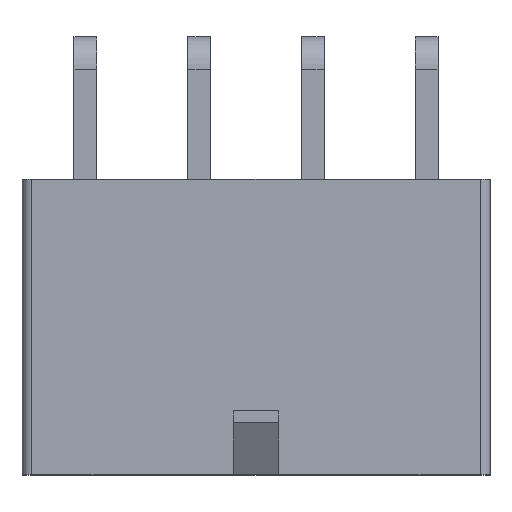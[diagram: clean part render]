
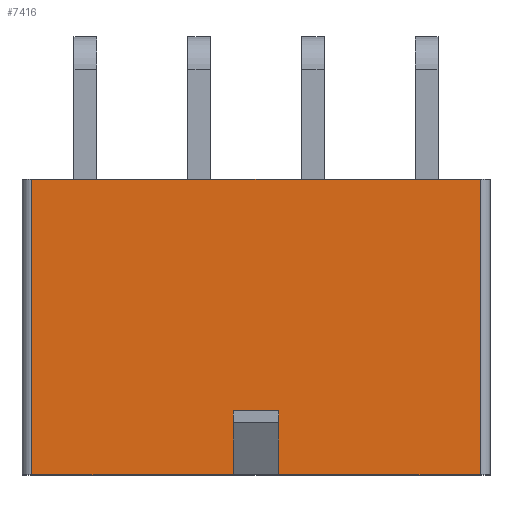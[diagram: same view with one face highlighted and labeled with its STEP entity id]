
A CAD part, top view. The second image highlights one B-rep face of the part: STEP entity #7416.
In plain terms, the highlighted face is planar.
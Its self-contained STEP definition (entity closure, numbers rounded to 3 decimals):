
#180=ORIENTED_EDGE('',*,*,#2340,.F.);
#181=ORIENTED_EDGE('',*,*,#2341,.T.);
#182=ORIENTED_EDGE('',*,*,#2342,.T.);
#183=ORIENTED_EDGE('',*,*,#2343,.T.);
#184=ORIENTED_EDGE('',*,*,#2344,.F.);
#185=ORIENTED_EDGE('',*,*,#2345,.T.);
#186=ORIENTED_EDGE('',*,*,#2346,.F.);
#187=ORIENTED_EDGE('',*,*,#2347,.F.);
#2340=EDGE_CURVE('',#3420,#3421,#4097,.T.);
#2341=EDGE_CURVE('',#3420,#3422,#4098,.T.);
#2342=EDGE_CURVE('',#3422,#3423,#4099,.T.);
#2343=EDGE_CURVE('',#3423,#3424,#4100,.F.);
#2344=EDGE_CURVE('',#3425,#3424,#4101,.T.);
#2345=EDGE_CURVE('',#3425,#3426,#4102,.T.);
#2346=EDGE_CURVE('',#3427,#3426,#4103,.T.);
#2347=EDGE_CURVE('',#3421,#3427,#4104,.T.);
#3420=VERTEX_POINT('',#10442);
#3421=VERTEX_POINT('',#10443);
#3422=VERTEX_POINT('',#10445);
#3423=VERTEX_POINT('',#10447);
#3424=VERTEX_POINT('',#10449);
#3425=VERTEX_POINT('',#10451);
#3426=VERTEX_POINT('',#10453);
#3427=VERTEX_POINT('',#10455);
#4097=LINE('',#10441,#5097);
#4098=LINE('',#10444,#5098);
#4099=LINE('',#10446,#5099);
#4100=LINE('',#10448,#5100);
#4101=LINE('',#10450,#5101);
#4102=LINE('',#10452,#5102);
#4103=LINE('',#10454,#5103);
#4104=LINE('',#10456,#5104);
#5097=VECTOR('',#8405,1000.);
#5098=VECTOR('',#8406,1000.);
#5099=VECTOR('',#8407,1000.);
#5100=VECTOR('',#8408,1000.);
#5101=VECTOR('',#8409,1000.);
#5102=VECTOR('',#8410,1000.);
#5103=VECTOR('',#8411,1000.);
#5104=VECTOR('',#8412,1000.);
#6097=EDGE_LOOP('',(#180,#181,#182,#183,#184,#185,#186,#187));
#6562=FACE_BOUND('',#6097,.T.);
#7027=PLANE('',#7883);
#7416=ADVANCED_FACE('',(#6562),#7027,.T.);
#7883=AXIS2_PLACEMENT_3D('',#10440,#8403,#8404);
#8403=DIRECTION('',(1.,0.,0.));
#8404=DIRECTION('',(0.,0.,-1.));
#8405=DIRECTION('',(0.,1.,0.));
#8406=DIRECTION('',(0.,0.,-1.));
#8407=DIRECTION('',(0.,1.,0.));
#8408=DIRECTION('',(0.,0.,-1.));
#8409=DIRECTION('',(0.,1.,0.));
#8410=DIRECTION('',(0.,0.,-1.));
#8411=DIRECTION('',(0.,1.,0.));
#8412=DIRECTION('',(0.,0.,-1.));
#10440=CARTESIAN_POINT('',(6.24,-11.725,7.4));
#10441=CARTESIAN_POINT('',(6.24,-11.725,7.4));
#10442=CARTESIAN_POINT('',(6.24,-11.225,7.4));
#10443=CARTESIAN_POINT('',(6.24,-1.15,7.4));
#10444=CARTESIAN_POINT('',(6.24,-11.225,-7.4));
#10445=CARTESIAN_POINT('',(6.24,-11.225,-7.4));
#10446=CARTESIAN_POINT('',(6.24,-11.725,-7.4));
#10447=CARTESIAN_POINT('',(6.24,11.225,-7.4));
#10448=CARTESIAN_POINT('',(6.24,11.225,7.4));
#10449=CARTESIAN_POINT('',(6.24,11.225,7.4));
#10450=CARTESIAN_POINT('',(6.24,-11.725,7.4));
#10451=CARTESIAN_POINT('',(6.24,1.15,7.4));
#10452=CARTESIAN_POINT('',(6.24,1.15,7.4));
#10453=CARTESIAN_POINT('',(6.24,1.15,4.351));
#10454=CARTESIAN_POINT('',(6.24,-1.15,4.351));
#10455=CARTESIAN_POINT('',(6.24,-1.15,4.351));
#10456=CARTESIAN_POINT('',(6.24,-1.15,7.4));
